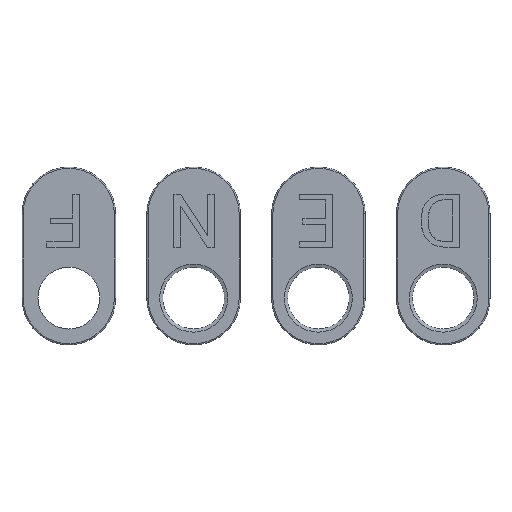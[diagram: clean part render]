
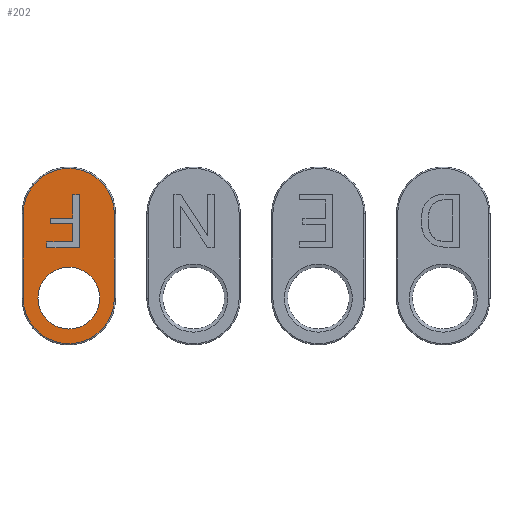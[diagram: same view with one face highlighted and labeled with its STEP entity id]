
A CAD part, top view. The second image highlights one B-rep face of the part: STEP entity #202.
In plain terms, the highlighted planar face has unit normal (0, 0, 1).
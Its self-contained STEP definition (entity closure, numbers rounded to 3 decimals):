
#59=CARTESIAN_POINT('',(0.,0.,2.));
#60=DIRECTION('',(0.,0.,1.));
#61=DIRECTION('',(1.,0.,0.));
#62=AXIS2_PLACEMENT_3D('',#59,#60,#61);
#63=PLANE('',#62);
#64=CARTESIAN_POINT('',(-45.4,27.,2.));
#65=VERTEX_POINT('',#64);
#66=CARTESIAN_POINT('',(-74.6,27.,2.));
#67=VERTEX_POINT('',#66);
#68=CARTESIAN_POINT('',(-60.,27.,2.));
#69=DIRECTION('',(0.,0.,1.));
#70=DIRECTION('',(1.,0.,-0.));
#71=AXIS2_PLACEMENT_3D('',#68,#69,#70);
#72=CIRCLE('',#71,14.6);
#73=EDGE_CURVE('',#65,#67,#72,.T.);
#74=ORIENTED_EDGE('',*,*,#73,.T.);
#75=CARTESIAN_POINT('',(-74.6,0.,2.));
#76=VERTEX_POINT('',#75);
#77=CARTESIAN_POINT('',(-74.6,27.,2.));
#78=DIRECTION('',(0.,-1.,0.));
#79=VECTOR('',#78,27.);
#80=LINE('',#77,#79);
#81=EDGE_CURVE('',#67,#76,#80,.T.);
#82=ORIENTED_EDGE('',*,*,#81,.T.);
#83=CARTESIAN_POINT('',(-45.4,0.,2.));
#84=VERTEX_POINT('',#83);
#85=CARTESIAN_POINT('',(-60.,-0.,2.));
#86=DIRECTION('',(0.,0.,1.));
#87=DIRECTION('',(1.,0.,-0.));
#88=AXIS2_PLACEMENT_3D('',#85,#86,#87);
#89=CIRCLE('',#88,14.6);
#90=EDGE_CURVE('',#76,#84,#89,.T.);
#91=ORIENTED_EDGE('',*,*,#90,.T.);
#92=CARTESIAN_POINT('',(-45.4,0.,2.));
#93=DIRECTION('',(-0.,1.,-0.));
#94=VECTOR('',#93,27.);
#95=LINE('',#92,#94);
#96=EDGE_CURVE('',#84,#65,#95,.T.);
#97=ORIENTED_EDGE('',*,*,#96,.T.);
#98=EDGE_LOOP('',(#74,#82,#91,#97));
#99=FACE_BOUND('',#98,.T.);
#100=CARTESIAN_POINT('',(-69.9,0.,2.));
#101=VERTEX_POINT('',#100);
#102=CARTESIAN_POINT('',(-50.1,-0.,2.));
#103=VERTEX_POINT('',#102);
#104=CARTESIAN_POINT('',(-60.,0.,2.));
#105=DIRECTION('',(0.,0.,1.));
#106=DIRECTION('',(1.,0.,-0.));
#107=AXIS2_PLACEMENT_3D('',#104,#105,#106);
#108=CIRCLE('',#107,9.9);
#109=EDGE_CURVE('',#101,#103,#108,.T.);
#110=ORIENTED_EDGE('',*,*,#109,.F.);
#111=CARTESIAN_POINT('',(-60.,0.,2.));
#112=DIRECTION('',(0.,0.,1.));
#113=DIRECTION('',(1.,0.,-0.));
#114=AXIS2_PLACEMENT_3D('',#111,#112,#113);
#115=CIRCLE('',#114,9.9);
#116=EDGE_CURVE('',#103,#101,#115,.T.);
#117=ORIENTED_EDGE('',*,*,#116,.F.);
#118=EDGE_LOOP('',(#110,#117));
#119=FACE_BOUND('',#118,.T.);
#120=CARTESIAN_POINT('',(-67.055,18.01,2.));
#121=VERTEX_POINT('',#120);
#122=CARTESIAN_POINT('',(-58.771,18.01,2.));
#123=VERTEX_POINT('',#122);
#124=CARTESIAN_POINT('',(-67.055,18.01,2.));
#125=DIRECTION('',(1.,0.,-0.));
#126=VECTOR('',#125,8.283);
#127=LINE('',#124,#126);
#128=EDGE_CURVE('',#121,#123,#127,.T.);
#129=ORIENTED_EDGE('',*,*,#128,.T.);
#130=CARTESIAN_POINT('',(-58.771,23.813,2.));
#131=VERTEX_POINT('',#130);
#132=CARTESIAN_POINT('',(-58.771,18.01,2.));
#133=DIRECTION('',(-0.,1.,0.));
#134=VECTOR('',#133,5.804);
#135=LINE('',#132,#134);
#136=EDGE_CURVE('',#123,#131,#135,.T.);
#137=ORIENTED_EDGE('',*,*,#136,.T.);
#138=CARTESIAN_POINT('',(-65.901,23.813,2.));
#139=VERTEX_POINT('',#138);
#140=CARTESIAN_POINT('',(-58.771,23.813,2.));
#141=DIRECTION('',(-1.,-0.,0.));
#142=VECTOR('',#141,7.13);
#143=LINE('',#140,#142);
#144=EDGE_CURVE('',#131,#139,#143,.T.);
#145=ORIENTED_EDGE('',*,*,#144,.T.);
#146=CARTESIAN_POINT('',(-65.901,25.656,2.));
#147=VERTEX_POINT('',#146);
#148=CARTESIAN_POINT('',(-65.901,23.813,2.));
#149=DIRECTION('',(-0.,1.,0.));
#150=VECTOR('',#149,1.843);
#151=LINE('',#148,#150);
#152=EDGE_CURVE('',#139,#147,#151,.T.);
#153=ORIENTED_EDGE('',*,*,#152,.T.);
#154=CARTESIAN_POINT('',(-58.771,25.656,2.));
#155=VERTEX_POINT('',#154);
#156=CARTESIAN_POINT('',(-65.901,25.656,2.));
#157=DIRECTION('',(1.,0.,-0.));
#158=VECTOR('',#157,7.13);
#159=LINE('',#156,#158);
#160=EDGE_CURVE('',#147,#155,#159,.T.);
#161=ORIENTED_EDGE('',*,*,#160,.T.);
#162=CARTESIAN_POINT('',(-58.771,33.165,2.));
#163=VERTEX_POINT('',#162);
#164=CARTESIAN_POINT('',(-58.771,25.656,2.));
#165=DIRECTION('',(-0.,1.,0.));
#166=VECTOR('',#165,7.508);
#167=LINE('',#164,#166);
#168=EDGE_CURVE('',#155,#163,#167,.T.);
#169=ORIENTED_EDGE('',*,*,#168,.T.);
#170=CARTESIAN_POINT('',(-56.533,33.165,2.));
#171=VERTEX_POINT('',#170);
#172=CARTESIAN_POINT('',(-58.771,33.165,2.));
#173=DIRECTION('',(1.,0.,-0.));
#174=VECTOR('',#173,2.239);
#175=LINE('',#172,#174);
#176=EDGE_CURVE('',#163,#171,#175,.T.);
#177=ORIENTED_EDGE('',*,*,#176,.T.);
#178=CARTESIAN_POINT('',(-56.533,16.167,2.));
#179=VERTEX_POINT('',#178);
#180=CARTESIAN_POINT('',(-56.533,33.165,2.));
#181=DIRECTION('',(0.,-1.,-0.));
#182=VECTOR('',#181,16.997);
#183=LINE('',#180,#182);
#184=EDGE_CURVE('',#171,#179,#183,.T.);
#185=ORIENTED_EDGE('',*,*,#184,.T.);
#186=CARTESIAN_POINT('',(-67.055,16.167,2.));
#187=VERTEX_POINT('',#186);
#188=CARTESIAN_POINT('',(-56.533,16.167,2.));
#189=DIRECTION('',(-1.,-0.,0.));
#190=VECTOR('',#189,10.522);
#191=LINE('',#188,#190);
#192=EDGE_CURVE('',#179,#187,#191,.T.);
#193=ORIENTED_EDGE('',*,*,#192,.T.);
#194=CARTESIAN_POINT('',(-67.055,16.167,2.));
#195=DIRECTION('',(-0.,1.,0.));
#196=VECTOR('',#195,1.843);
#197=LINE('',#194,#196);
#198=EDGE_CURVE('',#187,#121,#197,.T.);
#199=ORIENTED_EDGE('',*,*,#198,.T.);
#200=EDGE_LOOP('',(#129,#137,#145,#153,#161,#169,#177,#185,#193,#199));
#201=FACE_BOUND('',#200,.T.);
#202=ADVANCED_FACE('',(#99,#119,#201),#63,.T.);
